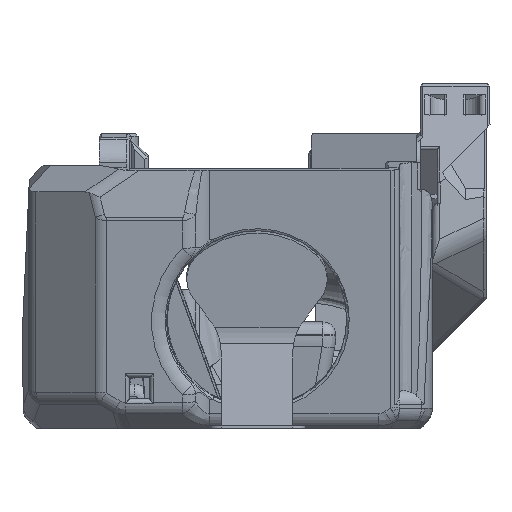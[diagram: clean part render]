
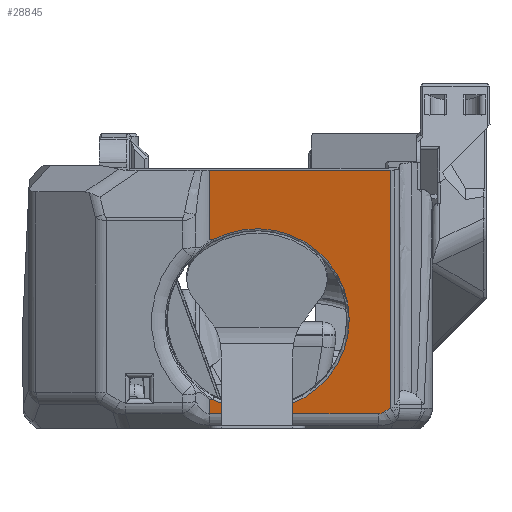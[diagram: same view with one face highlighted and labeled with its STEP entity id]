
A CAD part, left-side view. The second image highlights one B-rep face of the part: STEP entity #28845.
In plain terms, the highlighted planar face has unit normal (-0.985, 0, -0.174).
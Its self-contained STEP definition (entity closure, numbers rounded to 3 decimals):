
#335=CIRCLE('',#30441,14.4);
#2008=B_SPLINE_CURVE_WITH_KNOTS('',3,(#49144,#49145,#49146,#49147),
 .UNSPECIFIED.,.F.,.F.,(4,4),(0.,0.382),.UNSPECIFIED.);
#2021=B_SPLINE_CURVE_WITH_KNOTS('',3,(#49458,#49459,#49460,#49461),
 .UNSPECIFIED.,.F.,.F.,(4,4),(0.618,1.),.UNSPECIFIED.);
#2610=ELLIPSE('',#31052,3.203,2.);
#6568=ORIENTED_EDGE('',*,*,#13652,.F.);
#6569=ORIENTED_EDGE('',*,*,#12676,.T.);
#6570=ORIENTED_EDGE('',*,*,#13789,.T.);
#6571=ORIENTED_EDGE('',*,*,#13790,.F.);
#6572=ORIENTED_EDGE('',*,*,#13791,.T.);
#6573=ORIENTED_EDGE('',*,*,#13792,.T.);
#6574=ORIENTED_EDGE('',*,*,#13793,.F.);
#6575=ORIENTED_EDGE('',*,*,#13794,.T.);
#6576=ORIENTED_EDGE('',*,*,#13258,.F.);
#6577=ORIENTED_EDGE('',*,*,#13283,.F.);
#12676=EDGE_CURVE('',#16778,#16777,#335,.T.);
#13258=EDGE_CURVE('',#17164,#17165,#19644,.T.);
#13283=EDGE_CURVE('',#17182,#17164,#19662,.T.);
#13652=EDGE_CURVE('',#16778,#17182,#2008,.F.);
#13789=EDGE_CURVE('',#16777,#17543,#2021,.T.);
#13790=EDGE_CURVE('',#17544,#17543,#19977,.T.);
#13791=EDGE_CURVE('',#17544,#17545,#19978,.T.);
#13792=EDGE_CURVE('',#17545,#17546,#2610,.T.);
#13793=EDGE_CURVE('',#17547,#17546,#19979,.T.);
#13794=EDGE_CURVE('',#17547,#17165,#19980,.T.);
#16777=VERTEX_POINT('',#44996);
#16778=VERTEX_POINT('',#44998);
#17164=VERTEX_POINT('',#47478);
#17165=VERTEX_POINT('',#47480);
#17182=VERTEX_POINT('',#47539);
#17543=VERTEX_POINT('',#49462);
#17544=VERTEX_POINT('',#49464);
#17545=VERTEX_POINT('',#49466);
#17546=VERTEX_POINT('',#49468);
#17547=VERTEX_POINT('',#49470);
#19644=LINE('',#47479,#22057);
#19662=LINE('',#47540,#22075);
#19977=LINE('',#49463,#22390);
#19978=LINE('',#49465,#22391);
#19979=LINE('',#49469,#22392);
#19980=LINE('',#49471,#22393);
#22057=VECTOR('',#35031,1000.);
#22075=VECTOR('',#35069,1000.);
#22390=VECTOR('',#35874,1000.);
#22391=VECTOR('',#35875,1000.);
#22392=VECTOR('',#35878,1000.);
#22393=VECTOR('',#35879,1000.);
#24461=EDGE_LOOP('',(#6568,#6569,#6570,#6571,#6572,#6573,#6574,#6575,#6576,
#6577));
#26267=FACE_BOUND('',#24461,.T.);
#27669=PLANE('',#31051);
#28845=ADVANCED_FACE('',(#26267),#27669,.F.);
#30441=AXIS2_PLACEMENT_3D('',#44997,#34076,#34077);
#31051=AXIS2_PLACEMENT_3D('',#49457,#35872,#35873);
#31052=AXIS2_PLACEMENT_3D('',#49467,#35876,#35877);
#34076=DIRECTION('',(0.985,0.,0.174));
#34077=DIRECTION('',(0.174,0.,-0.985));
#35031=DIRECTION('',(0.,-1.,0.));
#35069=DIRECTION('',(-0.174,0.,0.985));
#35872=DIRECTION('',(0.985,0.,0.174));
#35873=DIRECTION('',(-0.174,0.,0.985));
#35874=DIRECTION('',(-0.174,0.,0.985));
#35875=DIRECTION('',(0.,-1.,0.));
#35876=DIRECTION('',(-0.985,0.,-0.174));
#35877=DIRECTION('',(-0.165,-0.304,0.938));
#35878=DIRECTION('',(0.097,0.829,-0.551));
#35879=DIRECTION('',(-0.174,0.,0.985));
#44996=CARTESIAN_POINT('',(-28.264,11.767,4.533));
#44997=CARTESIAN_POINT('',(-30.458,4.853,16.973));
#44998=CARTESIAN_POINT('',(-32.651,11.767,29.413));
#47478=CARTESIAN_POINT('',(-34.572,12.27,40.304));
#47479=CARTESIAN_POINT('',(-34.572,24.853,40.304));
#47480=CARTESIAN_POINT('',(-34.572,-16.002,40.304));
#47539=CARTESIAN_POINT('',(-32.66,12.27,29.463));
#47540=CARTESIAN_POINT('',(-31.185,12.27,21.099));
#49144=CARTESIAN_POINT('',(-32.66,12.27,29.463));
#49145=CARTESIAN_POINT('',(-32.657,12.102,29.442));
#49146=CARTESIAN_POINT('',(-32.654,11.935,29.425));
#49147=CARTESIAN_POINT('',(-32.651,11.767,29.413));
#49457=CARTESIAN_POINT('',(-31.185,24.853,21.099));
#49458=CARTESIAN_POINT('',(-28.264,11.767,4.533));
#49459=CARTESIAN_POINT('',(-28.262,11.935,4.52));
#49460=CARTESIAN_POINT('',(-28.259,12.102,4.503));
#49461=CARTESIAN_POINT('',(-28.255,12.27,4.482));
#49462=CARTESIAN_POINT('',(-28.255,12.27,4.482));
#49463=CARTESIAN_POINT('',(-31.185,12.27,21.099));
#49464=CARTESIAN_POINT('',(-27.864,12.27,2.262));
#49465=CARTESIAN_POINT('',(-27.864,-14.655,2.262));
#49466=CARTESIAN_POINT('',(-27.864,-14.07,2.262));
#49467=CARTESIAN_POINT('',(-28.404,-14.652,5.326));
#49468=CARTESIAN_POINT('',(-27.923,-15.07,2.597));
#49469=CARTESIAN_POINT('',(-27.821,-14.199,2.018));
#49470=CARTESIAN_POINT('',(-28.032,-16.002,3.216));
#49471=CARTESIAN_POINT('',(-7.663,-16.002,-112.301));
